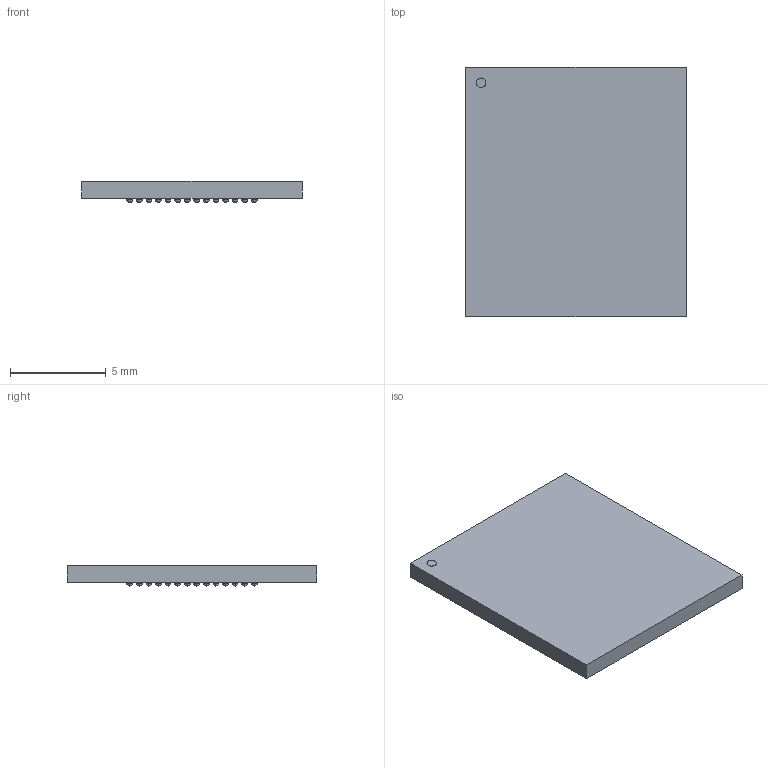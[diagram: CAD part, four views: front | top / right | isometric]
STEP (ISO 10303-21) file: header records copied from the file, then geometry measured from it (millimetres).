
FILE_DESCRIPTION (( 'STEP AP214' ), '1' );
FILE_NAME ('FBGA-153_L13.0-W11.5-P0.50.STEP', '2024-03-01T08:29:13', ( '' ), ( '' ), 'SwSTEP 2.0', 'SolidWorks 2022', '' );
FILE_SCHEMA (( 'AUTOMOTIVE_DESIGN' ));
Length unit declared in the file: millimetre
Products named in the file (1): FBGA-153_L13.0-W11.5-P0.50
Bounding box: 11.5 x 13 x 1.1 mm (x, y, z)
Volume: 133.3 mm3; surface area: 365.4 mm2
Topology: 1 solids, 1 shells, 621 faces, 1854 edges, 1083 vertices
Faces by surface type: sphere 612, plane 7, cylinder 2
Entity records: 25155 total; most frequent: DIRECTION 4020, CARTESIAN_POINT 2947, ORIENTED_EDGE 2790, AXIS2_PLACEMENT_3D 2003, EDGE_CURVE 1395, CIRCLE 1381, VERTEX_POINT 930, EDGE_LOOP 775
